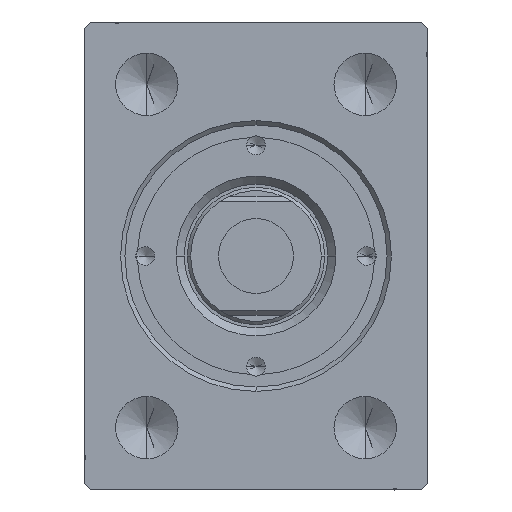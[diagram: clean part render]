
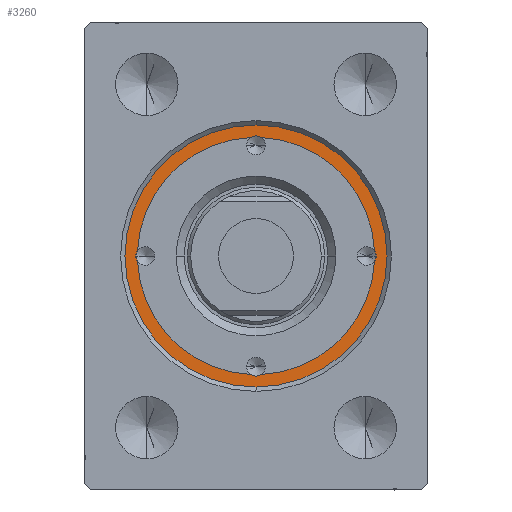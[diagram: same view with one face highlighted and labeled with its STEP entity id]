
A CAD part, left-side view. The second image highlights one B-rep face of the part: STEP entity #3260.
In plain terms, the highlighted face is planar.
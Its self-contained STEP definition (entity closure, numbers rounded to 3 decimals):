
#150 = CIRCLE ( 'NONE', #12959, 1.5 ) ;
#187 = ORIENTED_EDGE ( 'NONE', *, *, #22508, .F. ) ;
#270 = CARTESIAN_POINT ( 'NONE',  ( 0., 0., 10. ) ) ;
#921 = EDGE_CURVE ( 'NONE', #41479, #18594, #2360, .T. ) ;
#1060 = EDGE_CURVE ( 'NONE', #27168, #26959, #32284, .T. ) ;
#1338 = DIRECTION ( 'NONE',  ( 1., 0., 0. ) ) ;
#1411 = VERTEX_POINT ( 'NONE', #8103 ) ;
#2145 = DIRECTION ( 'NONE',  ( 0., 0., 1. ) ) ;
#2360 = CIRCLE ( 'NONE', #26589, 21. ) ;
#2380 = ORIENTED_EDGE ( 'NONE', *, *, #16100, .F. ) ;
#2714 = DIRECTION ( 'NONE',  ( 0., 0., 1. ) ) ;
#3196 = PLANE ( 'NONE',  #20226 ) ;
#3260 = ADVANCED_FACE ( 'NONE', ( #43604, #34446 ), #3196, .T. ) ;
#3426 = AXIS2_PLACEMENT_3D ( 'NONE', #19684, #2714, #33084 ) ;
#3841 = DIRECTION ( 'NONE',  ( 1., 0., 0. ) ) ;
#3994 = DIRECTION ( 'NONE',  ( 1., 0., 0. ) ) ;
#5418 = VERTEX_POINT ( 'NONE', #14854 ) ;
#5535 = ORIENTED_EDGE ( 'NONE', *, *, #1060, .F. ) ;
#6038 = DIRECTION ( 'NONE',  ( 1., 0., 0. ) ) ;
#6166 = DIRECTION ( 'NONE',  ( 0., 0., 1. ) ) ;
#6412 = DIRECTION ( 'NONE',  ( 0., 0., 1. ) ) ;
#7024 = ORIENTED_EDGE ( 'NONE', *, *, #26432, .F. ) ;
#7129 = EDGE_CURVE ( 'NONE', #18594, #41479, #19720, .T. ) ;
#8103 = CARTESIAN_POINT ( 'NONE',  ( -0.858, -18.981, 10. ) ) ;
#10491 = AXIS2_PLACEMENT_3D ( 'NONE', #38373, #14254, #3994 ) ;
#10529 = CARTESIAN_POINT ( 'NONE',  ( 21., 0., 10. ) ) ;
#10987 = DIRECTION ( 'NONE',  ( 0., 0., 1. ) ) ;
#11189 = VERTEX_POINT ( 'NONE', #32065 ) ;
#12959 = AXIS2_PLACEMENT_3D ( 'NONE', #14547, #10987, #38233 ) ;
#13180 = DIRECTION ( 'NONE',  ( 1., 0., 0. ) ) ;
#13185 = CARTESIAN_POINT ( 'NONE',  ( 0.858, 18.981, 10. ) ) ;
#13313 = DIRECTION ( 'NONE',  ( 1., 0., 0. ) ) ;
#13877 = DIRECTION ( 'NONE',  ( 0., 0., 1. ) ) ;
#14254 = DIRECTION ( 'NONE',  ( 0., 0., 1. ) ) ;
#14547 = CARTESIAN_POINT ( 'NONE',  ( 17.75, 0., 10. ) ) ;
#14596 = EDGE_CURVE ( 'NONE', #20434, #27168, #150, .T. ) ;
#14854 = CARTESIAN_POINT ( 'NONE',  ( 0.858, -18.981, 10. ) ) ;
#15314 = CARTESIAN_POINT ( 'NONE',  ( -17.75, 0., 10. ) ) ;
#16061 = VERTEX_POINT ( 'NONE', #32610 ) ;
#16100 = EDGE_CURVE ( 'NONE', #16736, #33940, #31884, .T. ) ;
#16578 = EDGE_LOOP ( 'NONE', ( #31458, #26971 ) ) ;
#16729 = ORIENTED_EDGE ( 'NONE', *, *, #32501, .F. ) ;
#16736 = VERTEX_POINT ( 'NONE', #33781 ) ;
#16745 = DIRECTION ( 'NONE',  ( 0., 0., 1. ) ) ;
#16990 = CARTESIAN_POINT ( 'NONE',  ( 18.981, -0.858, 10. ) ) ;
#18594 = VERTEX_POINT ( 'NONE', #10529 ) ;
#19684 = CARTESIAN_POINT ( 'NONE',  ( 0., 0., 10. ) ) ;
#19720 = CIRCLE ( 'NONE', #23993, 21. ) ;
#20096 = CARTESIAN_POINT ( 'NONE',  ( 0., 0., 10. ) ) ;
#20226 = AXIS2_PLACEMENT_3D ( 'NONE', #270, #20386, #20830 ) ;
#20386 = DIRECTION ( 'NONE',  ( 0., 0., 1. ) ) ;
#20434 = VERTEX_POINT ( 'NONE', #24131 ) ;
#20830 = DIRECTION ( 'NONE',  ( 1., 0., 0. ) ) ;
#21516 = ORIENTED_EDGE ( 'NONE', *, *, #22812, .F. ) ;
#22508 = EDGE_CURVE ( 'NONE', #26845, #20434, #24780, .T. ) ;
#22812 = EDGE_CURVE ( 'NONE', #1411, #5418, #42574, .T. ) ;
#23034 = DIRECTION ( 'NONE',  ( 0., 0., 1. ) ) ;
#23586 = DIRECTION ( 'NONE',  ( 0., 0., 1. ) ) ;
#23826 = ORIENTED_EDGE ( 'NONE', *, *, #14596, .F. ) ;
#23993 = AXIS2_PLACEMENT_3D ( 'NONE', #44222, #23034, #13180 ) ;
#24131 = CARTESIAN_POINT ( 'NONE',  ( 19.25, 0., 10. ) ) ;
#24504 = EDGE_CURVE ( 'NONE', #5418, #26845, #31221, .T. ) ;
#24780 = CIRCLE ( 'NONE', #40464, 1.5 ) ;
#26125 = DIRECTION ( 'NONE',  ( 0., 0., 1. ) ) ;
#26432 = EDGE_CURVE ( 'NONE', #33940, #11189, #42211, .T. ) ;
#26487 = EDGE_CURVE ( 'NONE', #11189, #16061, #43668, .T. ) ;
#26589 = AXIS2_PLACEMENT_3D ( 'NONE', #41775, #13877, #3841 ) ;
#26845 = VERTEX_POINT ( 'NONE', #16990 ) ;
#26959 = VERTEX_POINT ( 'NONE', #13185 ) ;
#26971 = ORIENTED_EDGE ( 'NONE', *, *, #7129, .T. ) ;
#27168 = VERTEX_POINT ( 'NONE', #44172 ) ;
#27979 = AXIS2_PLACEMENT_3D ( 'NONE', #43892, #23586, #39656 ) ;
#29462 = CARTESIAN_POINT ( 'NONE',  ( -18.981, 0.858, 10. ) ) ;
#29479 = DIRECTION ( 'NONE',  ( 1., 0., 0. ) ) ;
#30520 = CARTESIAN_POINT ( 'NONE',  ( 0., 0., 10. ) ) ;
#31221 = CIRCLE ( 'NONE', #3426, 19. ) ;
#31458 = ORIENTED_EDGE ( 'NONE', *, *, #921, .T. ) ;
#31884 = CIRCLE ( 'NONE', #38304, 19. ) ;
#32065 = CARTESIAN_POINT ( 'NONE',  ( -19.25, 0., 10. ) ) ;
#32284 = CIRCLE ( 'NONE', #37299, 19. ) ;
#32501 = EDGE_CURVE ( 'NONE', #16061, #1411, #39147, .T. ) ;
#32610 = CARTESIAN_POINT ( 'NONE',  ( -18.981, -0.858, 10. ) ) ;
#33084 = DIRECTION ( 'NONE',  ( 1., 0., 0. ) ) ;
#33781 = CARTESIAN_POINT ( 'NONE',  ( -0.858, 18.981, 10. ) ) ;
#33940 = VERTEX_POINT ( 'NONE', #29462 ) ;
#34446 = FACE_OUTER_BOUND ( 'NONE', #16578, .T. ) ;
#35139 = CIRCLE ( 'NONE', #42265, 1.5 ) ;
#35728 = CARTESIAN_POINT ( 'NONE',  ( 17.75, 0., 10. ) ) ;
#35781 = CARTESIAN_POINT ( 'NONE',  ( -21., 0., 10. ) ) ;
#36100 = DIRECTION ( 'NONE',  ( 1., 0., 0. ) ) ;
#37288 = CARTESIAN_POINT ( 'NONE',  ( 0., 0., 10. ) ) ;
#37299 = AXIS2_PLACEMENT_3D ( 'NONE', #20096, #26125, #29479 ) ;
#38233 = DIRECTION ( 'NONE',  ( 1., 0., 0. ) ) ;
#38304 = AXIS2_PLACEMENT_3D ( 'NONE', #37288, #16745, #6038 ) ;
#38373 = CARTESIAN_POINT ( 'NONE',  ( 0., -17.75, 10. ) ) ;
#39147 = CIRCLE ( 'NONE', #40594, 19. ) ;
#39656 = DIRECTION ( 'NONE',  ( 1., 0., 0. ) ) ;
#39683 = ORIENTED_EDGE ( 'NONE', *, *, #39994, .F. ) ;
#39702 = ORIENTED_EDGE ( 'NONE', *, *, #24504, .F. ) ;
#39888 = CARTESIAN_POINT ( 'NONE',  ( 0., 17.75, 10. ) ) ;
#39994 = EDGE_CURVE ( 'NONE', #26959, #16736, #35139, .T. ) ;
#40464 = AXIS2_PLACEMENT_3D ( 'NONE', #35728, #42861, #1338 ) ;
#40594 = AXIS2_PLACEMENT_3D ( 'NONE', #30520, #6412, #13313 ) ;
#40802 = AXIS2_PLACEMENT_3D ( 'NONE', #15314, #2145, #42555 ) ;
#41479 = VERTEX_POINT ( 'NONE', #35781 ) ;
#41745 = ORIENTED_EDGE ( 'NONE', *, *, #26487, .F. ) ;
#41775 = CARTESIAN_POINT ( 'NONE',  ( 0., 0., 10. ) ) ;
#42211 = CIRCLE ( 'NONE', #40802, 1.5 ) ;
#42265 = AXIS2_PLACEMENT_3D ( 'NONE', #39888, #6166, #36100 ) ;
#42555 = DIRECTION ( 'NONE',  ( 1., 0., 0. ) ) ;
#42574 = CIRCLE ( 'NONE', #10491, 1.5 ) ;
#42861 = DIRECTION ( 'NONE',  ( 0., 0., 1. ) ) ;
#43419 = EDGE_LOOP ( 'NONE', ( #7024, #2380, #39683, #5535, #23826, #187, #39702, #21516, #16729, #41745 ) ) ;
#43604 = FACE_BOUND ( 'NONE', #43419, .T. ) ;
#43668 = CIRCLE ( 'NONE', #27979, 1.5 ) ;
#43892 = CARTESIAN_POINT ( 'NONE',  ( -17.75, 0., 10. ) ) ;
#44172 = CARTESIAN_POINT ( 'NONE',  ( 18.981, 0.858, 10. ) ) ;
#44222 = CARTESIAN_POINT ( 'NONE',  ( 0., 0., 10. ) ) ;
